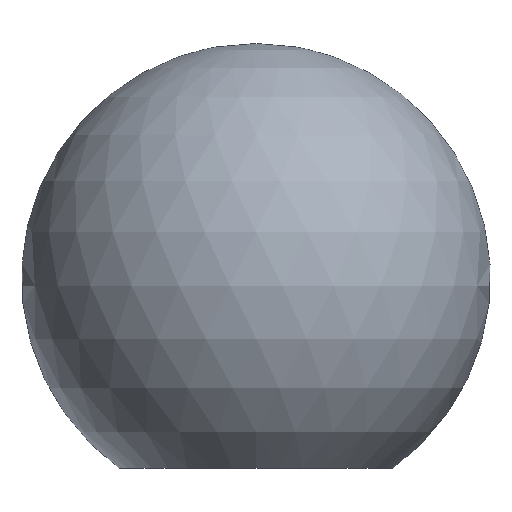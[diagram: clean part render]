
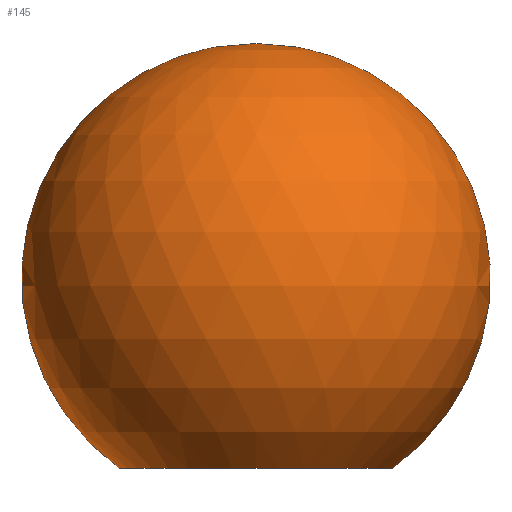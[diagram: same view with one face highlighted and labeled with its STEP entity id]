
A CAD part, front view. The second image highlights one B-rep face of the part: STEP entity #145.
In plain terms, the highlighted spherical face has radius 16 mm.
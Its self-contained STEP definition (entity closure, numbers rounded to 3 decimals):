
#91=EDGE_CURVE('',#115,#157,#221,.T.);
#93=EDGE_CURVE('',#109,#157,#223,.T.);
#109=VERTEX_POINT('',#241);
#115=VERTEX_POINT('',#247);
#135=EDGE_CURVE('',#109,#115,#271,.T.);
#145=ADVANCED_FACE('',(#285),#286,.T.);
#157=VERTEX_POINT('',#298);
#221=CIRCLE('',#361,16.0);
#223=CIRCLE('',#364,9.327);
#241=CARTESIAN_POINT('',(9.327,0.,0.));
#247=CARTESIAN_POINT('',(0.,0.,29.0));
#271=CIRCLE('',#424,16.0);
#285=FACE_OUTER_BOUND('',#440,.T.);
#286=SPHERICAL_SURFACE('',#441,16.0);
#298=CARTESIAN_POINT('',(-9.327,0.,0.));
#361=AXIS2_PLACEMENT_3D('',#520,#521,#522);
#364=AXIS2_PLACEMENT_3D('',#523,#524,#525);
#424=AXIS2_PLACEMENT_3D('',#596,#597,#598);
#440=EDGE_LOOP('',(#617,#618,#619));
#441=AXIS2_PLACEMENT_3D('',#620,#621,#622);
#520=CARTESIAN_POINT('',(0.,0.,13.0));
#521=DIRECTION('',(0.,-1.0,0.0));
#522=DIRECTION('',(0.0,0.0,1.0));
#523=CARTESIAN_POINT('',(0.,0.,0.));
#524=DIRECTION('',(0.0,0.0,-1.0));
#525=DIRECTION('',(1.0,0.,0.0));
#596=CARTESIAN_POINT('',(0.,0.,13.0));
#597=DIRECTION('',(0.,-1.0,0.0));
#598=DIRECTION('',(0.0,0.0,1.0));
#617=ORIENTED_EDGE('',*,*,#91,.T.);
#618=ORIENTED_EDGE('',*,*,#93,.F.);
#619=ORIENTED_EDGE('',*,*,#135,.T.);
#620=CARTESIAN_POINT('',(0.,0.,13.0));
#621=DIRECTION('',(0.0,0.0,-1.0));
#622=DIRECTION('',(-1.0,0.0,0.0));
